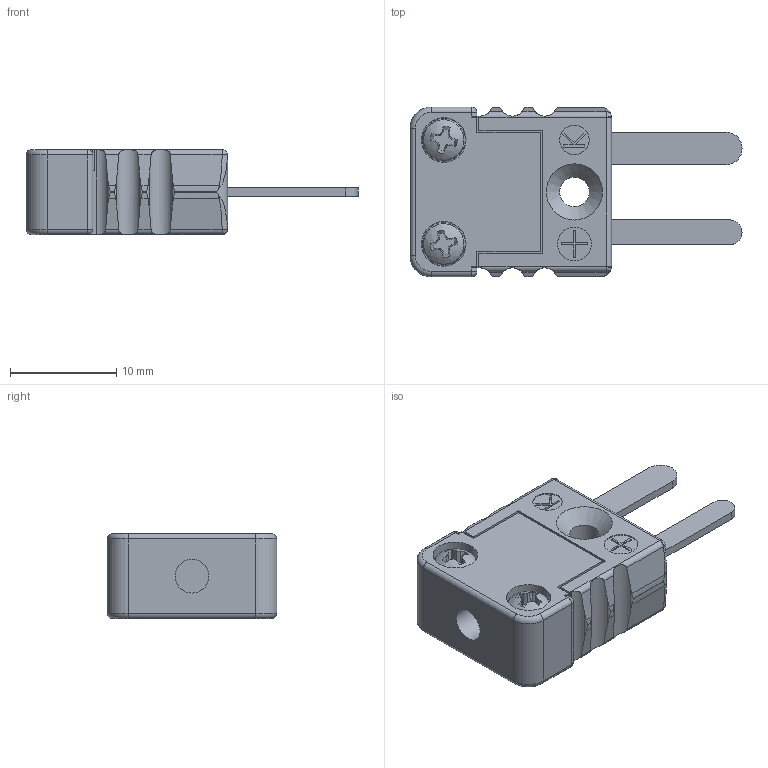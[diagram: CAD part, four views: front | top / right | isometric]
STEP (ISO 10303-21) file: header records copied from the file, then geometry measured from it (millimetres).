
FILE_DESCRIPTION (( 'STEP AP214' ), '1' );
FILE_NAME ('11438-205-Brown-Miniature HTP inline plug.STEP', '2025-12-05T07:05:26', ( '' ), ( '' ), 'SwSTEP 2.0', 'SolidWorks 2014', '' );
FILE_SCHEMA (( 'AUTOMOTIVE_DESIGN' ));
Length unit declared in the file: millimetre
Products named in the file (6): 11438-205-Brown-Miniature HTP inline plug; pan_head_phillip_mc_screw_m2_6.2mm Thread; M2 Nut v2; 116-HTP plug Connector; 115-Miniature HTP inline plug_Brown; 117-HTP plug Connector
Assembly tree (7 placements, depth 2):
  11438-205-Brown-Miniature HTP inline plug
    115-Miniature HTP inline plug_Brown
    117-HTP plug Connector
    116-HTP plug Connector
    M2 Nut v2  x2
    pan_head_phillip_mc_screw_m2_6.2mm Thread  x2
Bounding box: 31.3 x 16 x 8.02 mm (x, y, z)
Volume: 2078.9 mm3; surface area: 2278.3 mm2
Topology: 8 solids, 8 shells, 338 faces, 1140 edges, 828 vertices
Faces by surface type: plane 176, cylinder 82, bspline 42, cone 20, torus 12, sphere 6
Full cylindrical faces by diameter (mm): 2.2 x2, 2.78 x1, 2.8 x1, 3.18 x1, 3.2 x1, 4 x2, 4.2 x2
Entity records: 109993 total; most frequent: CARTESIAN_POINT 102888, ORIENTED_EDGE 1626, DIRECTION 1142, EDGE_CURVE 813, VERTEX_POINT 582, LINE 394, VECTOR 394, AXIS2_PLACEMENT_3D 374
